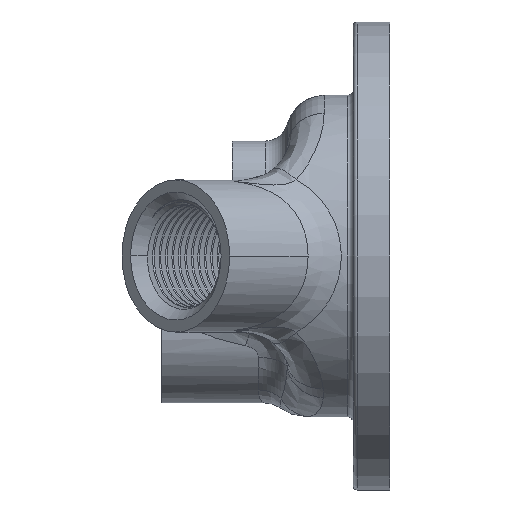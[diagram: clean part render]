
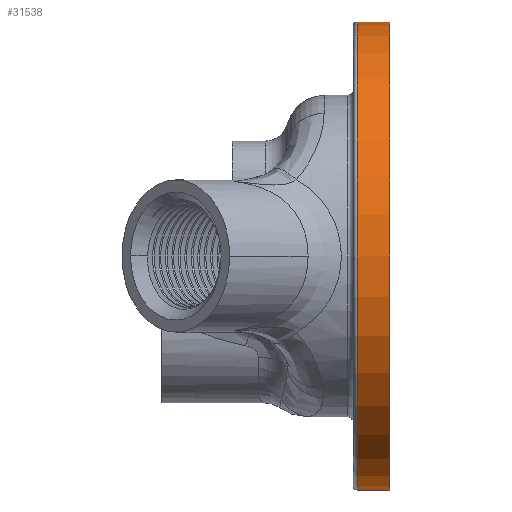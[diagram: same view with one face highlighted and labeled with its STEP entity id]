
A CAD part, left-side view. The second image highlights one B-rep face of the part: STEP entity #31538.
In plain terms, the highlighted cylindrical face has radius 40.64 mm (diameter 81.28 mm), a partial arc.
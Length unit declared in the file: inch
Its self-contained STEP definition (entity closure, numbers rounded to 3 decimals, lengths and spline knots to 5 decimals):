
#1822 = CYLINDRICAL_SURFACE ( 'NONE', #30188, 1.6 ) ;
#2015 = EDGE_CURVE ( 'NONE', #11862, #28372, #6612, .T. ) ;
#3950 = DIRECTION ( 'NONE',  ( 0., 0., -1. ) ) ;
#5105 = VECTOR ( 'NONE', #31383, 39.37008 ) ;
#6612 = LINE ( 'NONE', #26029, #5105 ) ;
#8032 = DIRECTION ( 'NONE',  ( 0., 0., 1. ) ) ;
#8158 = DIRECTION ( 'NONE',  ( 0., -1., 0. ) ) ;
#8259 = CIRCLE ( 'NONE', #19708, 1.6 ) ;
#8262 = DIRECTION ( 'NONE',  ( 0., -1., 0. ) ) ;
#8688 = CARTESIAN_POINT ( 'NONE',  ( 0., 0.225, -1.6 ) ) ;
#9150 = ORIENTED_EDGE ( 'NONE', *, *, #14797, .T. ) ;
#9954 = CARTESIAN_POINT ( 'NONE',  ( 0., 0.225, 0. ) ) ;
#9972 = EDGE_LOOP ( 'NONE', ( #17839, #9150, #22649, #26392 ) ) ;
#10842 = VERTEX_POINT ( 'NONE', #29702 ) ;
#10859 = CARTESIAN_POINT ( 'NONE',  ( 0., 7.10611, 1.6 ) ) ;
#11822 = CIRCLE ( 'NONE', #15474, 1.6 ) ;
#11862 = VERTEX_POINT ( 'NONE', #8688 ) ;
#12442 = CARTESIAN_POINT ( 'NONE',  ( 0., 0., 0. ) ) ;
#14797 = EDGE_CURVE ( 'NONE', #10842, #11862, #11822, .T. ) ;
#15474 = AXIS2_PLACEMENT_3D ( 'NONE', #9954, #8158, #27565 ) ;
#16047 = CARTESIAN_POINT ( 'NONE',  ( 0., 0., 1.6 ) ) ;
#17194 = EDGE_CURVE ( 'NONE', #10842, #20502, #30747, .T. ) ;
#17839 = ORIENTED_EDGE ( 'NONE', *, *, #17194, .F. ) ;
#19256 = CARTESIAN_POINT ( 'NONE',  ( 0., 7.10611, 0. ) ) ;
#19668 = VECTOR ( 'NONE', #8262, 39.37008 ) ;
#19708 = AXIS2_PLACEMENT_3D ( 'NONE', #12442, #24668, #8032 ) ;
#20502 = VERTEX_POINT ( 'NONE', #16047 ) ;
#22649 = ORIENTED_EDGE ( 'NONE', *, *, #2015, .T. ) ;
#24668 = DIRECTION ( 'NONE',  ( 0., 1., 0. ) ) ;
#26029 = CARTESIAN_POINT ( 'NONE',  ( 0., 7.10611, -1.6 ) ) ;
#26269 = FACE_OUTER_BOUND ( 'NONE', #9972, .T. ) ;
#26392 = ORIENTED_EDGE ( 'NONE', *, *, #27515, .T. ) ;
#27515 = EDGE_CURVE ( 'NONE', #28372, #20502, #8259, .T. ) ;
#27565 = DIRECTION ( 'NONE',  ( 0., 0., 1. ) ) ;
#28372 = VERTEX_POINT ( 'NONE', #32003 ) ;
#29702 = CARTESIAN_POINT ( 'NONE',  ( 0., 0.225, 1.6 ) ) ;
#30188 = AXIS2_PLACEMENT_3D ( 'NONE', #19256, #31313, #3950 ) ;
#30747 = LINE ( 'NONE', #10859, #19668 ) ;
#31313 = DIRECTION ( 'NONE',  ( 0., -1., 0. ) ) ;
#31383 = DIRECTION ( 'NONE',  ( 0., -1., 0. ) ) ;
#31538 = ADVANCED_FACE ( 'NONE', ( #26269 ), #1822, .T. ) ;
#32003 = CARTESIAN_POINT ( 'NONE',  ( 0., 0., -1.6 ) ) ;
